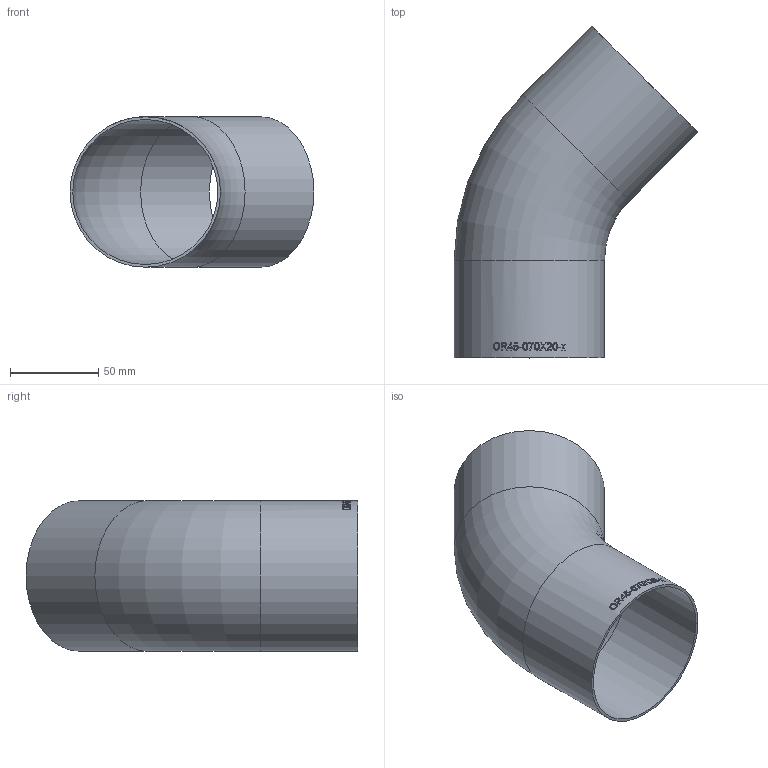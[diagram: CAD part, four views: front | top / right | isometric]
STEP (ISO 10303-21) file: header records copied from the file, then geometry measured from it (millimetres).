
FILE_DESCRIPTION (( 'STEP AP214' ), '1' );
FILE_NAME ('OR45-085X20-x Bogen orbital 45° A 2008.STEP', '2020-08-18T13:42:24', ( '' ), ( '' ), 'SwSTEP 2.0', 'SolidWorks 2019', '' );
FILE_SCHEMA (( 'AUTOMOTIVE_DESIGN' ));
Length unit declared in the file: millimetre
Products named in the file (1): OR45-085X20-x Bogen orbital 45° A 2008
Bounding box: 137.8 x 187.58 x 85 mm (x, y, z)
Volume: 71048.5 mm3; surface area: 95579.5 mm2
Topology: 1 solids, 1 shells, 27 faces, 166 edges, 159 vertices
Faces by surface type: cylinder 23, torus 2, plane 2
Full cylindrical faces by diameter (mm): 82 x2, 85 x2
Entity records: 4347 total; most frequent: CARTESIAN_POINT 2994, ORIENTED_EDGE 310, EDGE_CURVE 155, VERTEX_POINT 155, DIRECTION 151, B_SPLINE_CURVE_WITH_KNOTS 99, AXIS2_PLACEMENT_3D 67, EDGE_LOOP 54
